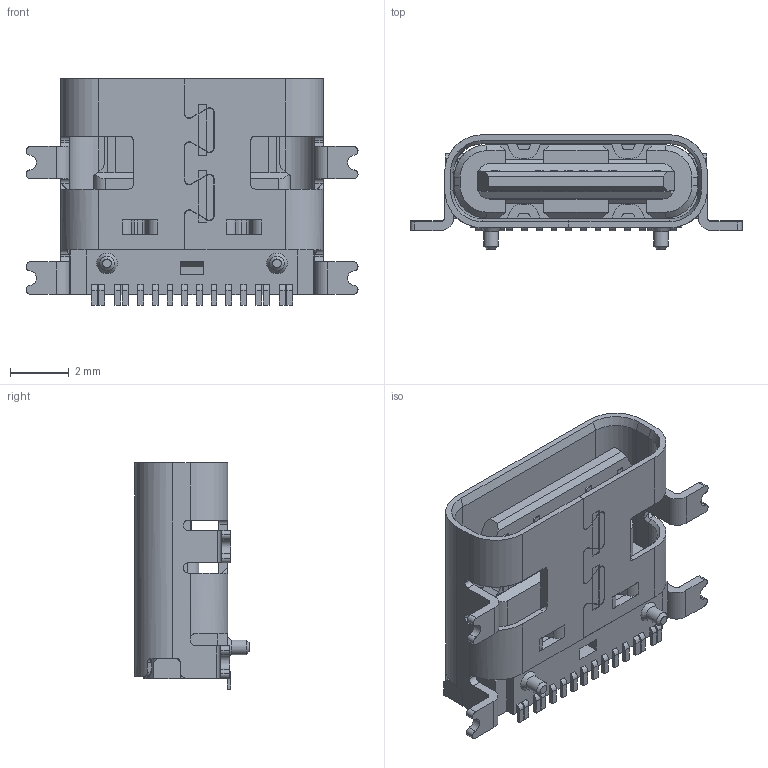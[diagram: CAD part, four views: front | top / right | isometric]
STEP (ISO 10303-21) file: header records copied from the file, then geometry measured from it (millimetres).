
FILE_DESCRIPTION(/* description */ (''),/* implementation_level */ '2;1');
FILE_NAME(/* name */ 'USB4110-GF-A.step',/* time_stamp */ '2021-08-28T19:24:10+02:00',/* author */ (''),/* organization */ (''),/* preprocessor_version */ 'ST-DEVELOPER v18.1',/* originating_system */ 'Autodesk Translation Framework v10.10.0.1391',/* authorisation */ '');
FILE_SCHEMA (('AUTOMOTIVE_DESIGN { 1 0 10303 214 3 1 1 }'));
Length unit declared in the file: millimetre
Products named in the file (2): (Unsaved); USB4110-GF-A_revB(1) MF
Assembly tree (1 placements, depth 2):
  (Unsaved)
    USB4110-GF-A_revB(1) MF
Bounding box: 11.3 x 3.89 x 7.7 mm (x, y, z)
Volume: 114.3 mm3; surface area: 485.1 mm2
Topology: 1 solids, 1 shells, 700 faces, 2033 edges, 1310 vertices
Faces by surface type: plane 512, cylinder 160, cone 22, bspline 6
Full cylindrical faces by diameter (mm): 0.5 x2
Entity records: 24178 total; most frequent: CARTESIAN_POINT 4690, ORIENTED_EDGE 4066, DIRECTION 3755, EDGE_CURVE 2033, LINE 1621, VECTOR 1621, VERTEX_POINT 1310, AXIS2_PLACEMENT_3D 1067
